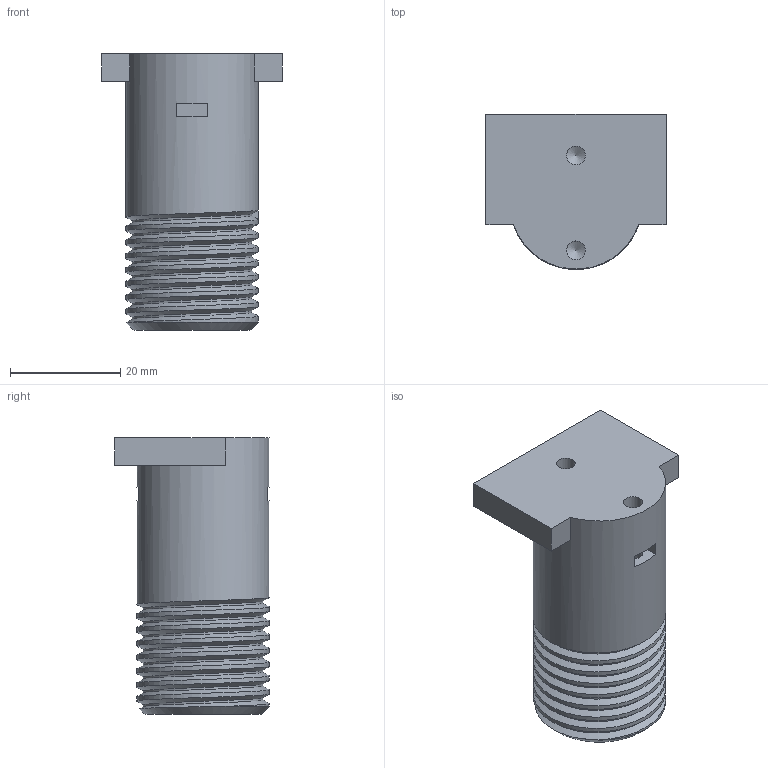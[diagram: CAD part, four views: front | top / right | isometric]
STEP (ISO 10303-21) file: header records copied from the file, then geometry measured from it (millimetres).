
FILE_DESCRIPTION(('FreeCAD Model'),'2;1');
FILE_NAME('Open CASCADE Shape Model','2023-12-19T16:59:14',(''),(''), 'Open CASCADE STEP processor 7.7','FreeCAD','Unknown');
FILE_SCHEMA(('AUTOMOTIVE_DESIGN { 1 0 10303 214 1 1 1 1 }'));
Length unit declared in the file: millimetre
Products named in the file (1): BackWheel
Bounding box: 32.63 x 28 x 50.09 mm (x, y, z)
Volume: 19652.9 mm3; surface area: 7832.4 mm2
Topology: 1 solids, 1 shells, 63 faces, 139 edges, 81 vertices
Faces by surface type: bspline 24, plane 21, cylinder 14, cone 3, sphere 1
Full cylindrical faces by diameter (mm): 3.4 x4, 10 x1, 24 x8
Entity records: 5448 total; most frequent: CARTESIAN_POINT 4222, ORIENTED_EDGE 274, DIRECTION 181, EDGE_CURVE 137, VERTEX_POINT 81, FACE_BOUND 72, EDGE_LOOP 72, ADVANCED_FACE 63
